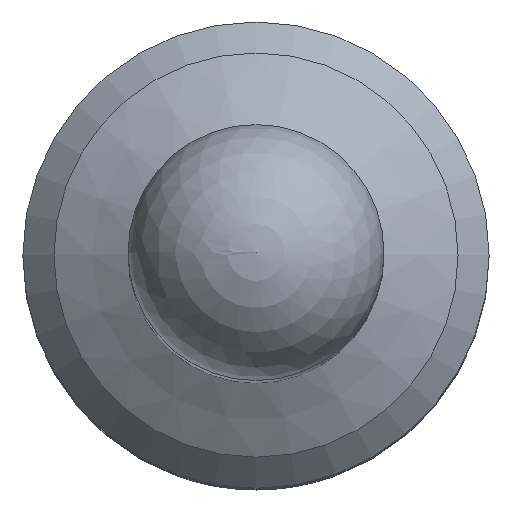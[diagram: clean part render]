
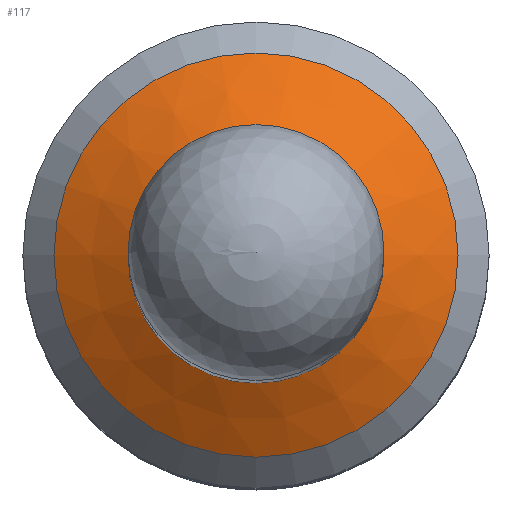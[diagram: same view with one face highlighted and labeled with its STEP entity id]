
A CAD part, top view. The second image highlights one B-rep face of the part: STEP entity #117.
In plain terms, the highlighted conical face has half-angle 60 degrees and reference radius 1.95 mm.
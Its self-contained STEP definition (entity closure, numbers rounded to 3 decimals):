
#64=CONICAL_SURFACE('',#394,1.95,60.);
#117=ADVANCED_FACE('',(#152,#153),#64,.T.);
#152=FACE_BOUND('',#195,.T.);
#153=FACE_BOUND('',#196,.T.);
#195=EDGE_LOOP('',(#255));
#196=EDGE_LOOP('',(#256));
#255=ORIENTED_EDGE('',*,*,#321,.T.);
#256=ORIENTED_EDGE('',*,*,#322,.F.);
#290=VERTEX_POINT('',#667);
#291=VERTEX_POINT('',#670);
#321=EDGE_CURVE('',#290,#290,#340,.T.);
#322=EDGE_CURVE('',#291,#291,#341,.T.);
#340=CIRCLE('',#391,1.235);
#341=CIRCLE('',#393,1.95);
#391=AXIS2_PLACEMENT_3D('',#666,#471,#472);
#393=AXIS2_PLACEMENT_3D('',#669,#475,#476);
#394=AXIS2_PLACEMENT_3D('',#671,#477,#478);
#471=DIRECTION('',(0.,0.,-1.));
#472=DIRECTION('',(-1.,0.,0.));
#475=DIRECTION('',(0.,0.,-1.));
#476=DIRECTION('',(-1.,0.,0.));
#477=DIRECTION('',(0.,0.,-1.));
#478=DIRECTION('',(-1.,0.,0.));
#666=CARTESIAN_POINT('',(0.,0.,9.95));
#667=CARTESIAN_POINT('',(-1.235,0.,9.95));
#669=CARTESIAN_POINT('',(0.,0.,9.537));
#670=CARTESIAN_POINT('',(-1.95,0.,9.537));
#671=CARTESIAN_POINT('',(0.,0.,9.537));
